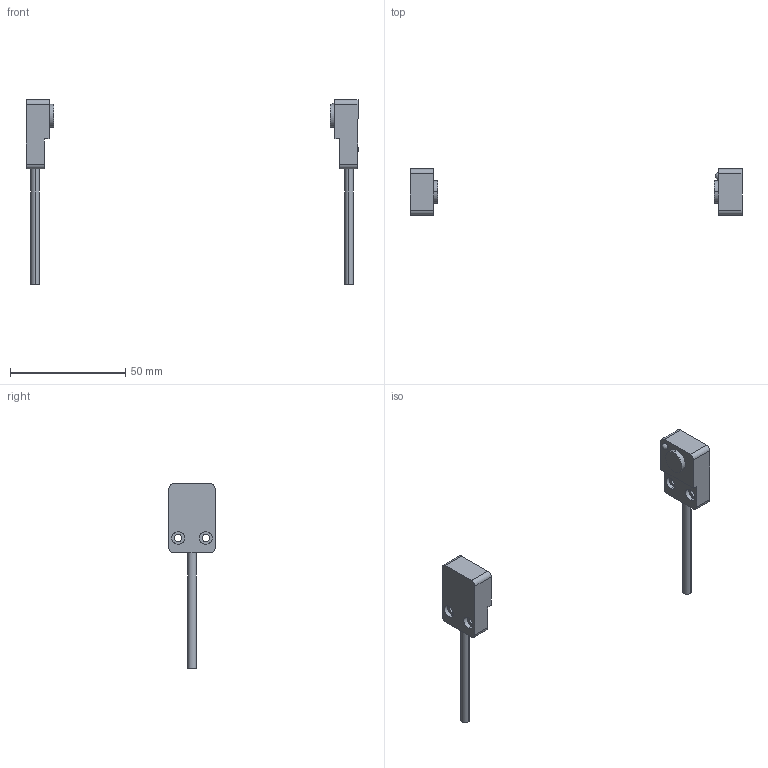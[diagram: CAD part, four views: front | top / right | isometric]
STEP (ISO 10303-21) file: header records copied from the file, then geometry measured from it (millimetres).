
FILE_DESCRIPTION (( 'STEP AP214' ), '1' );
FILE_NAME ('UHZ-AN-0A.step', '2018-04-12T22:06:50', ( '' ), ( '' ), 'SwSTEP 2.0', 'SolidWorks 2017', '' );
FILE_SCHEMA (( 'AUTOMOTIVE_DESIGN' ));
Length unit declared in the file: inch
Products named in the file (3): UHZ-AN-0A_2; UHZ-AN-0A_1; UHZ-AN-0A
Assembly tree (2 placements, depth 2):
  UHZ-AN-0A
    UHZ-AN-0A_1
    UHZ-AN-0A_2
Bounding box: 144 x 20 x 80 mm (x, y, z)
Volume: 11852.1 mm3; surface area: 5925 mm2
Topology: 2 solids, 2 shells, 71 faces, 164 edges, 108 vertices
Faces by surface type: cylinder 42, plane 28, bspline 1
Entity records: 2191 total; most frequent: DIRECTION 396, CARTESIAN_POINT 361, ORIENTED_EDGE 324, EDGE_CURVE 162, AXIS2_PLACEMENT_3D 159, VERTEX_POINT 108, EDGE_LOOP 92, CIRCLE 84
